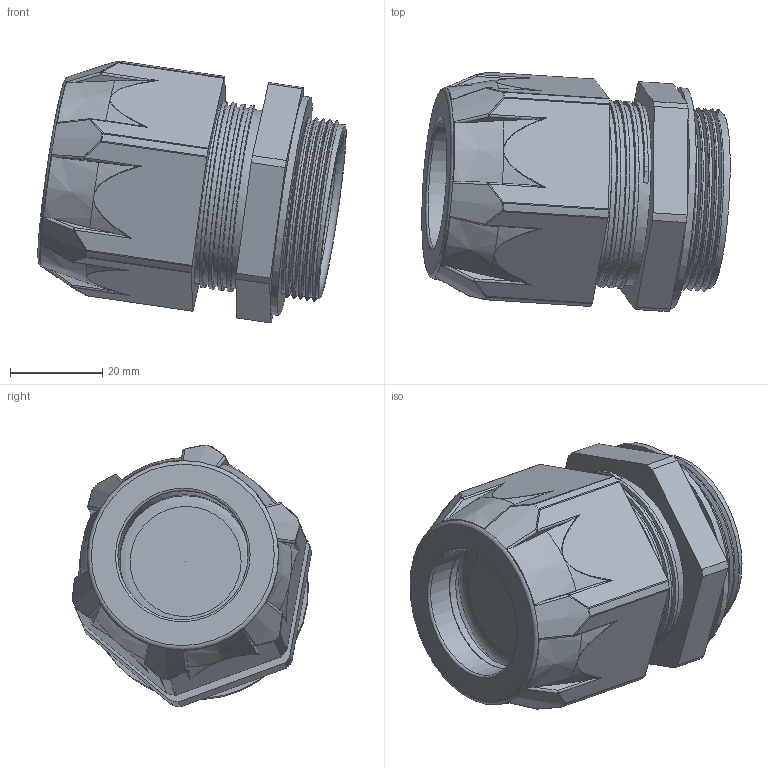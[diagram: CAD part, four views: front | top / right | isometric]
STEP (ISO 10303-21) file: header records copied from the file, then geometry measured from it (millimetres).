
FILE_DESCRIPTION(/* description */ ('Euro-Top-X-4.Generation M40x1,5, Ex e'),/* implementation_level */ '2;1');
FILE_NAME(/* name */ '85284540X4HI-RST.stp',/* time_stamp */ '2020-02-27T08:33:00+01:00',/* author */ ('sl'),/* organization */ (''),/* preprocessor_version */ 'ST-DEVELOPER v16.5',/* originating_system */ 'Autodesk Inventor 2017',/* authorisation */ '');
FILE_SCHEMA (('AUTOMOTIVE_DESIGN { 1 0 10303 214 3 1 1 }'));
Length unit declared in the file: millimetre
Products named in the file (7): 85284540X4HI; 85084540X4HI; 85084532X4HISI; 85084540X4HI_1; 85084540X4HISI; 85084540X4HI_2; 85284540X4HI_1
Assembly tree (6 placements, depth 2):
  85284540X4HI
    85084540X4HI
    85084532X4HISI
    85084540X4HI_1
    85084540X4HISI
    85084540X4HI_2
    85284540X4HI_1
Bounding box: 67 x 52.04 x 56.91 mm (x, y, z)
Volume: 36650.1 mm3; surface area: 41982.7 mm2
Topology: 5 solids, 6 shells, 430 faces, 1154 edges, 732 vertices
Faces by surface type: plane 152, cylinder 138, bspline 54, torus 38, cone 24, sphere 24
Full cylindrical faces by diameter (mm): 17.2 x1, 28.33 x2, 28.49 x1, 28.83 x1, 29.28 x1, 29.3 x1, 32.35 x1, 33.35 x1, 34 x2, 36 x1, 38.178 x6, 38.66 x1, 38.85 x9, 39.168 x7, 40.372 x10, 48 x1
Entity records: 18071 total; most frequent: CARTESIAN_POINT 8121, ORIENTED_EDGE 2018, DIRECTION 1992, EDGE_CURVE 1009, AXIS2_PLACEMENT_3D 818, VERTEX_POINT 663, EDGE_LOOP 456, CIRCLE 455
